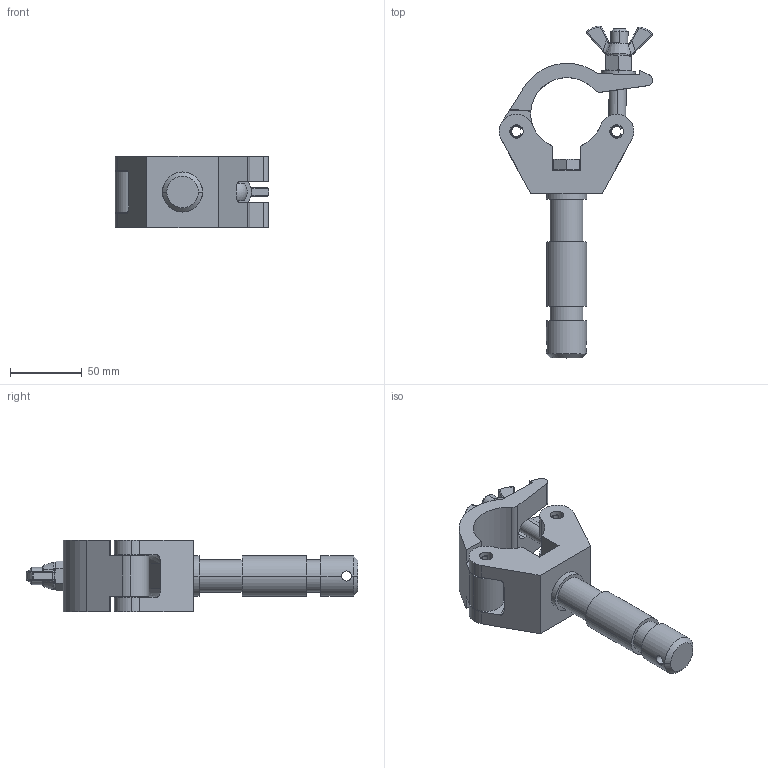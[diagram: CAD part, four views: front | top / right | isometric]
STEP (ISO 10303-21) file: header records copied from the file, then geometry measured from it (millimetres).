
FILE_DESCRIPTION (( 'STEP AP203' ), '1' );
FILE_NAME ('T57225 & T5722501.STEP', '2018-05-01T07:55:03', ( '' ), ( '' ), 'SwSTEP 2.0', 'SolidWorks 2016', '' );
FILE_SCHEMA (( 'CONFIG_CONTROL_DESIGN' ));
Length unit declared in the file: millimetre
Products named in the file (14): TH2001_TH2001 - 50MM WIDE; T74303_Bolt spaced; TH157_TH157; T57225 & T5722501; TH566; A Washer_Bright washer BS 4320 - M12 (Form A); Hex Nut Style 1 GradeAB_Doughty Fastners_Hexagon Nut ISO - 4032 - M12 - D - S; T78000; F883_DIN 315-M12-GT-C-N; F790; TH2000_TH2000 - 50MM WIDE; TH1247; TH156_TH156; Hex Bolt_ISO 4016 - M12 x 45 x 45-WS
Assembly tree (14 placements, depth 3):
  T57225 & T5722501
    TH156_TH156
      TH2000_TH2000 - 50MM WIDE
    TH157_TH157
      TH2001_TH2001 - 50MM WIDE
    T78000
      TH566
      A Washer_Bright washer BS 4320 - M12 (Form A)
      Hex Nut Style 1 GradeAB_Doughty Fastners_Hexagon Nut ISO - 4032 - M12 - D - S
      F883_DIN 315-M12-GT-C-N
    F790  x2
    T74303_Bolt spaced
      TH1247
      Hex Bolt_ISO 4016 - M12 x 45 x 45-WS
Bounding box: 107.22 x 231.87 x 50 mm (x, y, z)
Volume: 258973.8 mm3; surface area: 69646.8 mm2
Topology: 10 solids, 10 shells, 464 faces, 1132 edges, 681 vertices
Faces by surface type: cone 176, cylinder 156, plane 81, bspline 32, sphere 11, torus 8
Entity records: 15564 total; most frequent: CARTESIAN_POINT 3474, DIRECTION 2389, ORIENTED_EDGE 2162, EDGE_CURVE 1081, AXIS2_PLACEMENT_3D 984, VERTEX_POINT 655, CIRCLE 547, EDGE_LOOP 474
